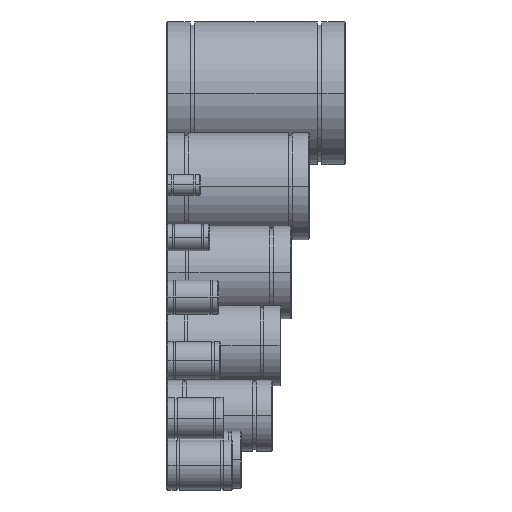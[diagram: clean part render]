
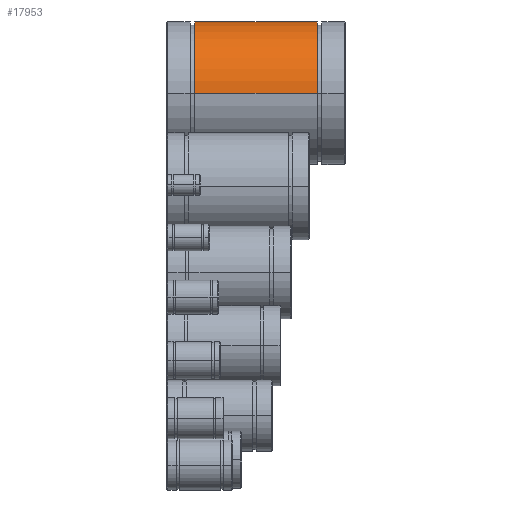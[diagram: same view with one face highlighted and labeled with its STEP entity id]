
A CAD part, left-side view. The second image highlights one B-rep face of the part: STEP entity #17953.
In plain terms, the highlighted cylindrical face has radius 40 mm (diameter 80 mm), a partial arc.
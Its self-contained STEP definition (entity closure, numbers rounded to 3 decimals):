
#229 = CARTESIAN_POINT ( 'NONE',  ( 40., -34.4, 0. ) ) ;
#648 = EDGE_CURVE ( 'NONE', #15418, #11505, #21650, .T. ) ;
#2525 = CARTESIAN_POINT ( 'NONE',  ( 40., 50., 0. ) ) ;
#3016 = ORIENTED_EDGE ( 'NONE', *, *, #6401, .T. ) ;
#3261 = EDGE_LOOP ( 'NONE', ( #3705, #3016, #5118, #16905 ) ) ;
#3633 = EDGE_CURVE ( 'NONE', #22833, #15418, #12318, .T. ) ;
#3705 = ORIENTED_EDGE ( 'NONE', *, *, #22946, .T. ) ;
#3810 = CARTESIAN_POINT ( 'NONE',  ( -40., 34.4, 0. ) ) ;
#4869 = VERTEX_POINT ( 'NONE', #229 ) ;
#5118 = ORIENTED_EDGE ( 'NONE', *, *, #648, .F. ) ;
#5330 = CARTESIAN_POINT ( 'NONE',  ( 0., 34.4, 0. ) ) ;
#6401 = EDGE_CURVE ( 'NONE', #4869, #11505, #13691, .T. ) ;
#7014 = AXIS2_PLACEMENT_3D ( 'NONE', #19024, #19096, #11378 ) ;
#7202 = AXIS2_PLACEMENT_3D ( 'NONE', #5330, #7254, #18206 ) ;
#7254 = DIRECTION ( 'NONE',  ( 0., 1., 0. ) ) ;
#8219 = DIRECTION ( 'NONE',  ( 0., 1., 0. ) ) ;
#10567 = VECTOR ( 'NONE', #13881, 1000. ) ;
#11378 = DIRECTION ( 'NONE',  ( -1., 0., 0. ) ) ;
#11505 = VERTEX_POINT ( 'NONE', #19660 ) ;
#12318 = LINE ( 'NONE', #15631, #10567 ) ;
#13575 = DIRECTION ( 'NONE',  ( 0., 1., 0. ) ) ;
#13642 = CARTESIAN_POINT ( 'NONE',  ( 0., 50., 0. ) ) ;
#13691 = LINE ( 'NONE', #2525, #13963 ) ;
#13881 = DIRECTION ( 'NONE',  ( 0., 1., 0. ) ) ;
#13963 = VECTOR ( 'NONE', #13575, 1000. ) ;
#14044 = FACE_OUTER_BOUND ( 'NONE', #3261, .T. ) ;
#15334 = CIRCLE ( 'NONE', #7014, 40. ) ;
#15418 = VERTEX_POINT ( 'NONE', #3810 ) ;
#15631 = CARTESIAN_POINT ( 'NONE',  ( -40., 50., 0. ) ) ;
#16200 = CARTESIAN_POINT ( 'NONE',  ( -40., -34.4, 0. ) ) ;
#16905 = ORIENTED_EDGE ( 'NONE', *, *, #3633, .F. ) ;
#17953 = ADVANCED_FACE ( 'NONE', ( #14044 ), #18332, .T. ) ;
#18206 = DIRECTION ( 'NONE',  ( -1., 0., 0. ) ) ;
#18332 = CYLINDRICAL_SURFACE ( 'NONE', #20443, 40. ) ;
#19024 = CARTESIAN_POINT ( 'NONE',  ( 0., -34.4, 0. ) ) ;
#19036 = DIRECTION ( 'NONE',  ( -1., 0., 0. ) ) ;
#19096 = DIRECTION ( 'NONE',  ( 0., 1., 0. ) ) ;
#19660 = CARTESIAN_POINT ( 'NONE',  ( 40., 34.4, 0. ) ) ;
#20443 = AXIS2_PLACEMENT_3D ( 'NONE', #13642, #8219, #19036 ) ;
#21650 = CIRCLE ( 'NONE', #7202, 40. ) ;
#22833 = VERTEX_POINT ( 'NONE', #16200 ) ;
#22946 = EDGE_CURVE ( 'NONE', #22833, #4869, #15334, .T. ) ;
